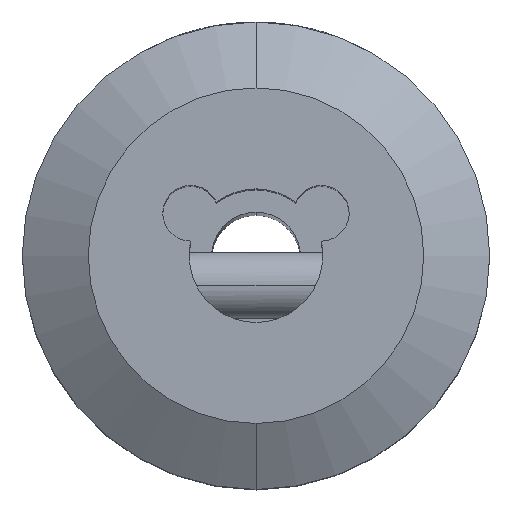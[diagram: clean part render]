
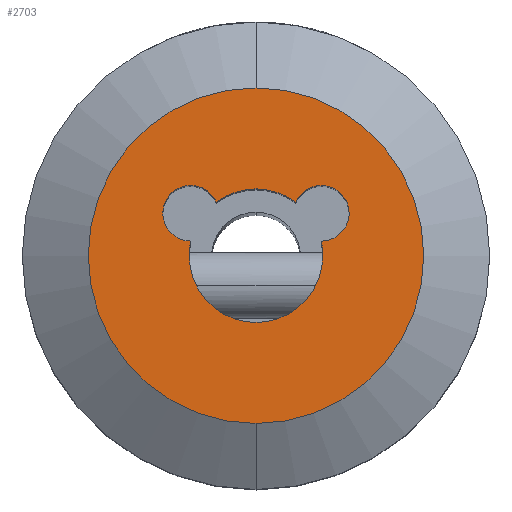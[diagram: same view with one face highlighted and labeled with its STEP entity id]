
A CAD part, top view. The second image highlights one B-rep face of the part: STEP entity #2703.
In plain terms, the highlighted planar face has unit normal (0, 0, 1).
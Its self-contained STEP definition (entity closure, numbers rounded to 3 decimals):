
#121 = CARTESIAN_POINT ( 'NONE',  ( 3., 0., 0. ) ) ;
#206 = DIRECTION ( 'NONE',  ( 0., -1., 0. ) ) ;
#310 = DIRECTION ( 'NONE',  ( 0., 0., 1. ) ) ;
#345 = CARTESIAN_POINT ( 'NONE',  ( 0., 0., 0. ) ) ;
#355 = VERTEX_POINT ( 'NONE', #1293 ) ;
#425 = CARTESIAN_POINT ( 'NONE',  ( 0., 0., 0. ) ) ;
#433 = VERTEX_POINT ( 'NONE', #3142 ) ;
#437 = CIRCLE ( 'NONE', #3100, 7.536 ) ;
#467 = VERTEX_POINT ( 'NONE', #2857 ) ;
#469 = ORIENTED_EDGE ( 'NONE', *, *, #1377, .F. ) ;
#531 = ORIENTED_EDGE ( 'NONE', *, *, #2318, .F. ) ;
#582 = ORIENTED_EDGE ( 'NONE', *, *, #3781, .F. ) ;
#618 = CARTESIAN_POINT ( 'NONE',  ( 0., 0., 0. ) ) ;
#626 = AXIS2_PLACEMENT_3D ( 'NONE', #3193, #2291, #805 ) ;
#632 = DIRECTION ( 'NONE',  ( 1., 0., 0. ) ) ;
#646 = VERTEX_POINT ( 'NONE', #121 ) ;
#749 = ORIENTED_EDGE ( 'NONE', *, *, #1909, .T. ) ;
#756 = AXIS2_PLACEMENT_3D ( 'NONE', #2475, #2443, #3352 ) ;
#805 = DIRECTION ( 'NONE',  ( 1., 0., 0. ) ) ;
#990 = ORIENTED_EDGE ( 'NONE', *, *, #3543, .F. ) ;
#1012 = DIRECTION ( 'NONE',  ( 1., 0., 0. ) ) ;
#1033 = ORIENTED_EDGE ( 'NONE', *, *, #1525, .F. ) ;
#1056 = CARTESIAN_POINT ( 'NONE',  ( 0., 0., 0. ) ) ;
#1107 = VERTEX_POINT ( 'NONE', #3726 ) ;
#1262 = ORIENTED_EDGE ( 'NONE', *, *, #1392, .F. ) ;
#1276 = AXIS2_PLACEMENT_3D ( 'NONE', #3272, #2423, #206 ) ;
#1282 = CIRCLE ( 'NONE', #3743, 3. ) ;
#1293 = CARTESIAN_POINT ( 'NONE',  ( 1.79, 2.407, 0. ) ) ;
#1324 = CIRCLE ( 'NONE', #3460, 1.25 ) ;
#1346 = DIRECTION ( 'NONE',  ( 0., 0., 1. ) ) ;
#1377 = EDGE_CURVE ( 'NONE', #355, #467, #3165, .T. ) ;
#1380 = ORIENTED_EDGE ( 'NONE', *, *, #3374, .T. ) ;
#1392 = EDGE_CURVE ( 'NONE', #646, #1610, #1932, .T. ) ;
#1417 = CARTESIAN_POINT ( 'NONE',  ( -2.935, 1.906, 0. ) ) ;
#1439 = DIRECTION ( 'NONE',  ( 0., 0., 1. ) ) ;
#1514 = CIRCLE ( 'NONE', #626, 1.25 ) ;
#1525 = EDGE_CURVE ( 'NONE', #1610, #3500, #1514, .T. ) ;
#1610 = VERTEX_POINT ( 'NONE', #3529 ) ;
#1633 = AXIS2_PLACEMENT_3D ( 'NONE', #2217, #3780, #1012 ) ;
#1657 = FACE_OUTER_BOUND ( 'NONE', #3462, .T. ) ;
#1734 = FACE_BOUND ( 'NONE', #3246, .T. ) ;
#1909 = EDGE_CURVE ( 'NONE', #1107, #3777, #2845, .T. ) ;
#1927 = AXIS2_PLACEMENT_3D ( 'NONE', #618, #310, #632 ) ;
#1932 = CIRCLE ( 'NONE', #756, 3. ) ;
#2017 = AXIS2_PLACEMENT_3D ( 'NONE', #2951, #1439, #3558 ) ;
#2217 = CARTESIAN_POINT ( 'NONE',  ( 0., 0., 0. ) ) ;
#2291 = DIRECTION ( 'NONE',  ( 0., 0., 1. ) ) ;
#2318 = EDGE_CURVE ( 'NONE', #3861, #433, #1282, .T. ) ;
#2330 = CARTESIAN_POINT ( 'NONE',  ( 0., -7.536, 0. ) ) ;
#2405 = PLANE ( 'NONE',  #1276 ) ;
#2423 = DIRECTION ( 'NONE',  ( 0., 0., 1. ) ) ;
#2439 = DIRECTION ( 'NONE',  ( 0., 0., 1. ) ) ;
#2443 = DIRECTION ( 'NONE',  ( 0., 0., 1. ) ) ;
#2475 = CARTESIAN_POINT ( 'NONE',  ( 0., 0., 0. ) ) ;
#2494 = DIRECTION ( 'NONE',  ( 0., -1., 0. ) ) ;
#2554 = CIRCLE ( 'NONE', #1633, 3. ) ;
#2571 = DIRECTION ( 'NONE',  ( 0., -1., 0. ) ) ;
#2626 = DIRECTION ( 'NONE',  ( 0., 0., 1. ) ) ;
#2703 = ADVANCED_FACE ( 'NONE', ( #1734, #1657 ), #2405, .T. ) ;
#2720 = CARTESIAN_POINT ( 'NONE',  ( -2.927, 0.656, 0. ) ) ;
#2845 = CIRCLE ( 'NONE', #3128, 7.536 ) ;
#2857 = CARTESIAN_POINT ( 'NONE',  ( -1.79, 2.407, 0. ) ) ;
#2881 = CIRCLE ( 'NONE', #2017, 1.25 ) ;
#2896 = DIRECTION ( 'NONE',  ( -1., 0., 0. ) ) ;
#2951 = CARTESIAN_POINT ( 'NONE',  ( 2.935, 1.906, 0. ) ) ;
#3100 = AXIS2_PLACEMENT_3D ( 'NONE', #425, #3769, #2571 ) ;
#3128 = AXIS2_PLACEMENT_3D ( 'NONE', #345, #2439, #2494 ) ;
#3142 = CARTESIAN_POINT ( 'NONE',  ( -3., 0., 0. ) ) ;
#3145 = CARTESIAN_POINT ( 'NONE',  ( 4.185, 1.906, 0. ) ) ;
#3165 = CIRCLE ( 'NONE', #1927, 3. ) ;
#3168 = DIRECTION ( 'NONE',  ( 1., 0., 0. ) ) ;
#3193 = CARTESIAN_POINT ( 'NONE',  ( 2.935, 1.906, 0. ) ) ;
#3246 = EDGE_LOOP ( 'NONE', ( #3926, #469, #582, #1033, #1262, #990, #531 ) ) ;
#3272 = CARTESIAN_POINT ( 'NONE',  ( 0., 0., 0. ) ) ;
#3352 = DIRECTION ( 'NONE',  ( 1., 0., 0. ) ) ;
#3374 = EDGE_CURVE ( 'NONE', #3777, #1107, #437, .T. ) ;
#3460 = AXIS2_PLACEMENT_3D ( 'NONE', #1417, #2626, #2896 ) ;
#3462 = EDGE_LOOP ( 'NONE', ( #749, #1380 ) ) ;
#3500 = VERTEX_POINT ( 'NONE', #3145 ) ;
#3529 = CARTESIAN_POINT ( 'NONE',  ( 2.927, 0.656, 0. ) ) ;
#3543 = EDGE_CURVE ( 'NONE', #433, #646, #2554, .T. ) ;
#3558 = DIRECTION ( 'NONE',  ( 1., 0., 0. ) ) ;
#3567 = EDGE_CURVE ( 'NONE', #467, #3861, #1324, .T. ) ;
#3726 = CARTESIAN_POINT ( 'NONE',  ( 0., 7.536, 0. ) ) ;
#3743 = AXIS2_PLACEMENT_3D ( 'NONE', #1056, #1346, #3168 ) ;
#3769 = DIRECTION ( 'NONE',  ( 0., 0., 1. ) ) ;
#3777 = VERTEX_POINT ( 'NONE', #2330 ) ;
#3780 = DIRECTION ( 'NONE',  ( 0., 0., 1. ) ) ;
#3781 = EDGE_CURVE ( 'NONE', #3500, #355, #2881, .T. ) ;
#3861 = VERTEX_POINT ( 'NONE', #2720 ) ;
#3926 = ORIENTED_EDGE ( 'NONE', *, *, #3567, .F. ) ;
